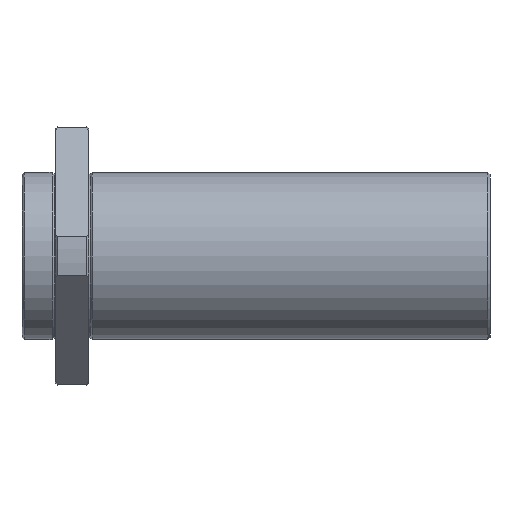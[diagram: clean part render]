
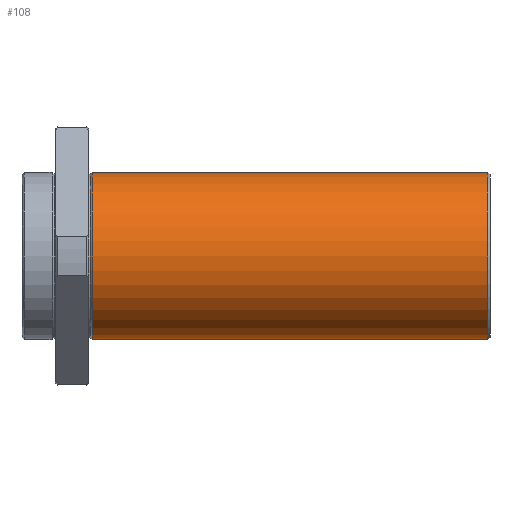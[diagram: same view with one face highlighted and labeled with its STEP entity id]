
A CAD part, front view. The second image highlights one B-rep face of the part: STEP entity #108.
In plain terms, the highlighted cylindrical face has radius 20 mm (diameter 40 mm), a full revolution.
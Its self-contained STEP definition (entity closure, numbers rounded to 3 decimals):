
#108 = ADVANCED_FACE( '', ( #243, #244 ), #245, .T. );
#243 = FACE_OUTER_BOUND( '', #429, .T. );
#244 = FACE_OUTER_BOUND( '', #430, .T. );
#245 = CYLINDRICAL_SURFACE( '', #431, 20. );
#429 = EDGE_LOOP( '', ( #629 ) );
#430 = EDGE_LOOP( '', ( #630 ) );
#431 = AXIS2_PLACEMENT_3D( '', #631, #632, #633 );
#629 = ORIENTED_EDGE( '', *, *, #945, .T. );
#630 = ORIENTED_EDGE( '', *, *, #914, .F. );
#631 = CARTESIAN_POINT( '', ( 112., 0., 0. ) );
#632 = DIRECTION( '', ( -1., 0., 0. ) );
#633 = DIRECTION( '', ( 0., 0., -1. ) );
#914 = EDGE_CURVE( '', #1039, #1039, #1040, .T. );
#945 = EDGE_CURVE( '', #1092, #1092, #1093, .T. );
#1039 = VERTEX_POINT( '', #1228 );
#1040 = CIRCLE( '', #1229, 20. );
#1092 = VERTEX_POINT( '', #1300 );
#1093 = CIRCLE( '', #1301, 20. );
#1228 = CARTESIAN_POINT( '', ( 111.5, 0., -20. ) );
#1229 = AXIS2_PLACEMENT_3D( '', #1480, #1481, #1482 );
#1300 = CARTESIAN_POINT( '', ( 16.8, 0., -20. ) );
#1301 = AXIS2_PLACEMENT_3D( '', #1526, #1527, #1528 );
#1480 = CARTESIAN_POINT( '', ( 111.5, 0., 0. ) );
#1481 = DIRECTION( '', ( 1., 0., 0. ) );
#1482 = DIRECTION( '', ( 0., 0., -1. ) );
#1526 = CARTESIAN_POINT( '', ( 16.8, 0., 0. ) );
#1527 = DIRECTION( '', ( 1., 0., 0. ) );
#1528 = DIRECTION( '', ( 0., 0., -1. ) );
